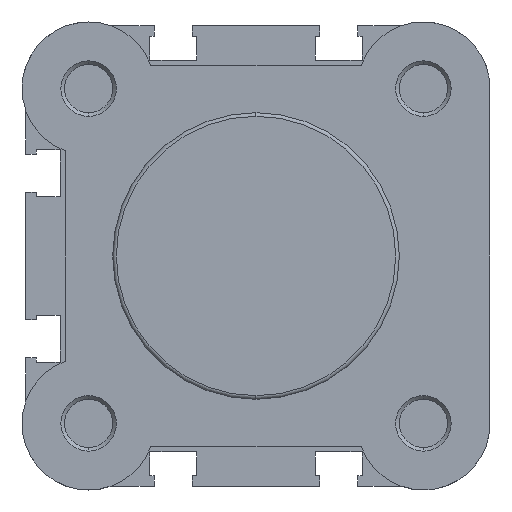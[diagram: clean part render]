
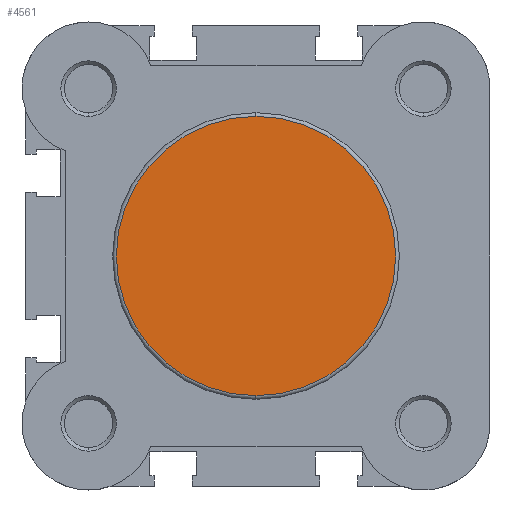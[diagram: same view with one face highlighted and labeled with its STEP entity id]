
A CAD part, left-side view. The second image highlights one B-rep face of the part: STEP entity #4561.
In plain terms, the highlighted planar face has unit normal (-1, 0, 0).
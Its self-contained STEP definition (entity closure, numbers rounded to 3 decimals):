
#418 = CIRCLE ( 'NONE', #4307, 19.4 ) ;
#502 = CIRCLE ( 'NONE', #4342, 19.4 ) ;
#776 = FACE_OUTER_BOUND ( 'NONE', #4958, .T. ) ;
#1103 = CARTESIAN_POINT ( 'NONE',  ( 0., 0., 19.4 ) ) ;
#1104 = CARTESIAN_POINT ( 'NONE',  ( 0., 0., -19.4 ) ) ;
#1198 = VERTEX_POINT ( 'NONE', #1104 ) ;
#1199 = VERTEX_POINT ( 'NONE', #1103 ) ;
#2469 = CARTESIAN_POINT ( 'NONE',  ( 0., 0., 0. ) ) ;
#2470 = DIRECTION ( 'NONE',  ( -1., 0., 0. ) ) ;
#2471 = DIRECTION ( 'NONE',  ( 0., 0., -1. ) ) ;
#2617 = CARTESIAN_POINT ( 'NONE',  ( 0., 0., 0. ) ) ;
#2624 = DIRECTION ( 'NONE',  ( -1., 0., 0. ) ) ;
#2625 = DIRECTION ( 'NONE',  ( 0., 0., -1. ) ) ;
#4097 = EDGE_CURVE ( 'NONE', #1199, #1198, #418, .T. ) ;
#4157 = EDGE_CURVE ( 'NONE', #1198, #1199, #502, .T. ) ;
#4307 = AXIS2_PLACEMENT_3D ( 'NONE', #2469, #2470, #2471 ) ;
#4342 = AXIS2_PLACEMENT_3D ( 'NONE', #2617, #2624, #2625 ) ;
#4561 = ADVANCED_FACE ( 'NONE', ( #776 ), #5570, .F. ) ;
#4686 = ORIENTED_EDGE ( 'NONE', *, *, #4097, .T. ) ;
#4925 = ORIENTED_EDGE ( 'NONE', *, *, #4157, .T. ) ;
#4958 = EDGE_LOOP ( 'NONE', ( #4925, #4686 ) ) ;
#5569 = CARTESIAN_POINT ( 'NONE',  ( 0., 19.9, 0. ) ) ;
#5570 = PLANE ( 'NONE',  #6078 ) ;
#5571 = DIRECTION ( 'NONE',  ( 1., 0., 0. ) ) ;
#5572 = DIRECTION ( 'NONE',  ( 0., 0., -1. ) ) ;
#6078 = AXIS2_PLACEMENT_3D ( 'NONE', #5569, #5571, #5572 ) ;
